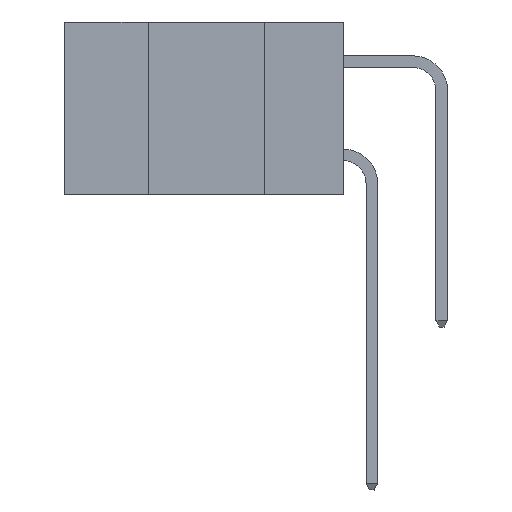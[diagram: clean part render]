
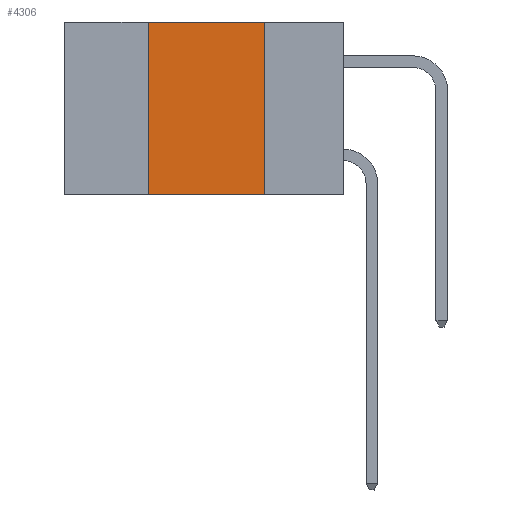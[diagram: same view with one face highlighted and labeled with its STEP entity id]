
A CAD part, left-side view. The second image highlights one B-rep face of the part: STEP entity #4306.
In plain terms, the highlighted planar face has unit normal (-1, 0, 0).
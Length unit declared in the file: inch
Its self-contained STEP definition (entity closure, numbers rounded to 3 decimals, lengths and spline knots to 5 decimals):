
#73 = EDGE_CURVE ( 'NONE', #2442, #10209, #5821, .T. ) ;
#445 = DIRECTION ( 'NONE',  ( 0., 0., -1. ) ) ;
#1132 = CARTESIAN_POINT ( 'NONE',  ( 0., 0.42, -0.37 ) ) ;
#1362 = EDGE_CURVE ( 'NONE', #2433, #10209, #2506, .T. ) ;
#2258 = ORIENTED_EDGE ( 'NONE', *, *, #73, .F. ) ;
#2321 = CARTESIAN_POINT ( 'NONE',  ( 0., 0.17, -0.37 ) ) ;
#2433 = VERTEX_POINT ( 'NONE', #3376 ) ;
#2442 = VERTEX_POINT ( 'NONE', #12109 ) ;
#2506 = LINE ( 'NONE', #7507, #14126 ) ;
#2749 = EDGE_LOOP ( 'NONE', ( #2258, #9127, #11633, #9307 ) ) ;
#2847 = VECTOR ( 'NONE', #7404, 39.37008 ) ;
#3376 = CARTESIAN_POINT ( 'NONE',  ( 0., 0.42, -0.37 ) ) ;
#3693 = PLANE ( 'NONE',  #9865 ) ;
#4306 = ADVANCED_FACE ( 'NONE', ( #10023 ), #3693, .F. ) ;
#4657 = DIRECTION ( 'NONE',  ( 0., -1., 0. ) ) ;
#5700 = EDGE_CURVE ( 'NONE', #14247, #2442, #9555, .T. ) ;
#5821 = LINE ( 'NONE', #11975, #15645 ) ;
#5939 = CARTESIAN_POINT ( 'NONE',  ( 0., 0.42, 0. ) ) ;
#7404 = DIRECTION ( 'NONE',  ( 0., 0., 1. ) ) ;
#7507 = CARTESIAN_POINT ( 'NONE',  ( 0., 0.6, -0.37 ) ) ;
#7518 = DIRECTION ( 'NONE',  ( 0., 0., -1. ) ) ;
#8769 = CARTESIAN_POINT ( 'NONE',  ( 0., 0.6, 0. ) ) ;
#9127 = ORIENTED_EDGE ( 'NONE', *, *, #5700, .F. ) ;
#9307 = ORIENTED_EDGE ( 'NONE', *, *, #1362, .T. ) ;
#9555 = LINE ( 'NONE', #14826, #14042 ) ;
#9865 = AXIS2_PLACEMENT_3D ( 'NONE', #8769, #15195, #7518 ) ;
#10023 = FACE_OUTER_BOUND ( 'NONE', #2749, .T. ) ;
#10209 = VERTEX_POINT ( 'NONE', #2321 ) ;
#11116 = EDGE_CURVE ( 'NONE', #2433, #14247, #16169, .T. ) ;
#11633 = ORIENTED_EDGE ( 'NONE', *, *, #11116, .F. ) ;
#11975 = CARTESIAN_POINT ( 'NONE',  ( 0., 0.17, -0.37 ) ) ;
#12109 = CARTESIAN_POINT ( 'NONE',  ( 0., 0.17, 0. ) ) ;
#14042 = VECTOR ( 'NONE', #4657, 39.37008 ) ;
#14126 = VECTOR ( 'NONE', #14189, 39.37008 ) ;
#14189 = DIRECTION ( 'NONE',  ( 0., -1., 0. ) ) ;
#14247 = VERTEX_POINT ( 'NONE', #5939 ) ;
#14826 = CARTESIAN_POINT ( 'NONE',  ( 0., 0.6, 0. ) ) ;
#15195 = DIRECTION ( 'NONE',  ( 1., 0., 0. ) ) ;
#15645 = VECTOR ( 'NONE', #445, 39.37008 ) ;
#16169 = LINE ( 'NONE', #1132, #2847 ) ;
